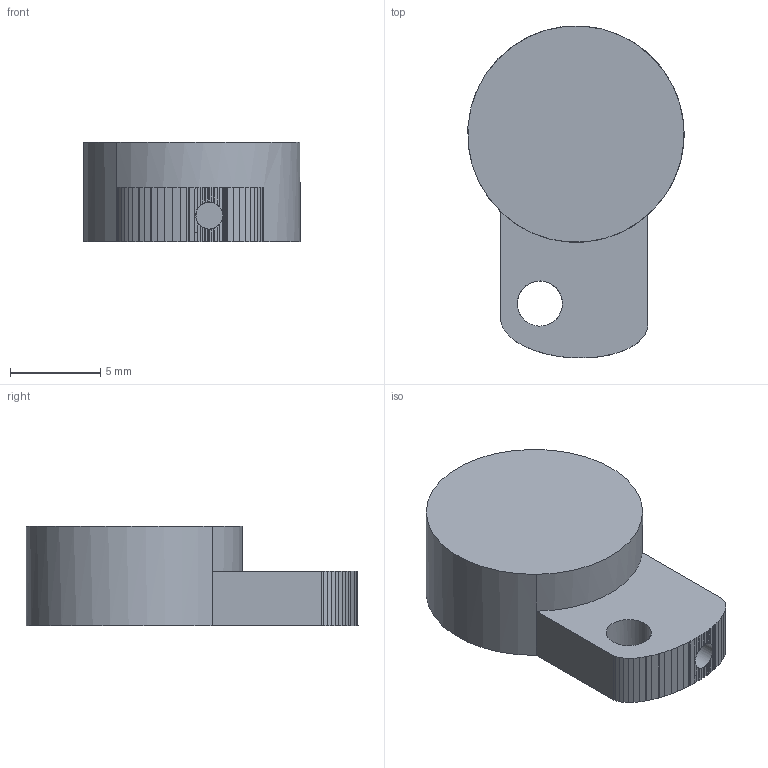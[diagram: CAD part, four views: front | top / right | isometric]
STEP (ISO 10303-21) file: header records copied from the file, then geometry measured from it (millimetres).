
FILE_DESCRIPTION(/* description */ (''),/* implementation_level */ '2;1');
FILE_NAME(/* name */ 'coil_housing.step',/* time_stamp */ '2024-05-16T00:28:58-04:00',/* author */ (''),/* organization */ (''),/* preprocessor_version */ 'ST-DEVELOPER v20',/* originating_system */ 'Autodesk Translation Framework v13.14.0.145',/* authorisation */ '');
FILE_SCHEMA (('AUTOMOTIVE_DESIGN { 1 0 10303 214 3 1 1 }'));
Length unit declared in the file: millimetre
Products named in the file (1): BDSensor
Bounding box: 11.99 x 18.41 x 5.5 mm (x, y, z)
Volume: 747.8 mm3; surface area: 638.3 mm2
Topology: 1 solids, 1 shells, 96 faces, 289 edges, 195 vertices
Faces by surface type: plane 84, cylinder 7, bspline 5
Full cylindrical faces by diameter (mm): 1.5 x1, 12 x1
Entity records: 3288 total; most frequent: CARTESIAN_POINT 626, ORIENTED_EDGE 580, DIRECTION 515, EDGE_CURVE 290, LINE 231, VECTOR 231, VERTEX_POINT 196, AXIS2_PLACEMENT_3D 142
